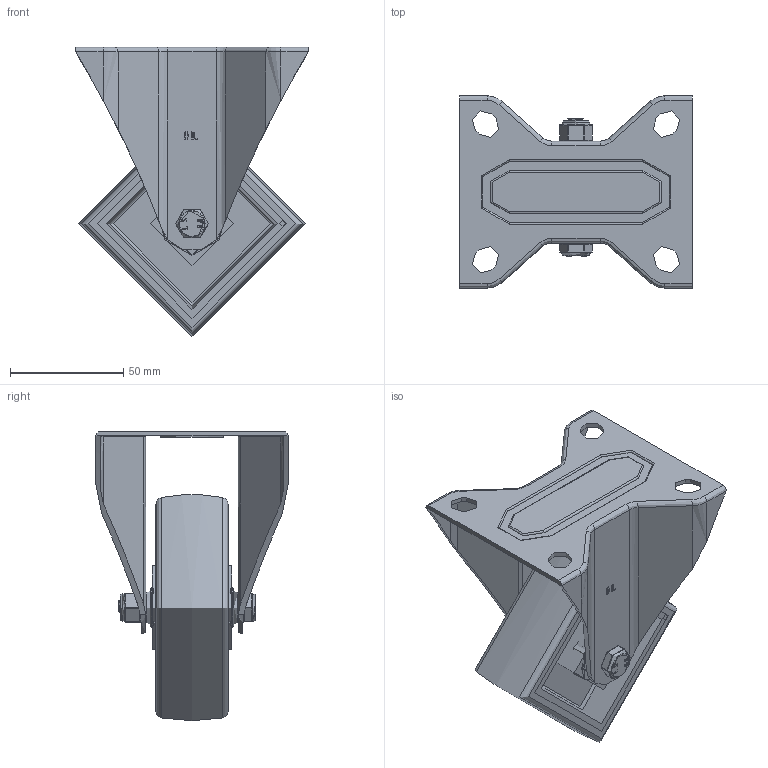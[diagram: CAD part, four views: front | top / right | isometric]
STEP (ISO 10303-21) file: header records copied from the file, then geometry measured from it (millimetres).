
FILE_DESCRIPTION(/* description */ ('','CAx-IF Rec.Pracs.---Representation and Presentation of Product Manufacturing Information (PMI)---4.0---2014-10-13'),/* implementation_level */ '2;1');
FILE_NAME(/* name */ 'BZMMF100GRECBJ.step',/* time_stamp */ '2025-01-07T08:44:27Z',/* author */ (''),/* organization */ (''),/* preprocessor_version */ 'ST-DEVELOPER v20',/* originating_system */ 'Autodesk Translation Framework v13.20.0.188',/* authorisation */ '');
FILE_SCHEMA (('AP242_MANAGED_MODEL_BASED_3D_ENGINEERING_MIM_LF { 1 0 10303 442 1 1 4 }'));
Length unit declared in the file: millimetre
Products named in the file (27): BZMMF100GRECBJ; BZM100WGRECBJM10 v1; POLYPROPYLENE RIM; GREY ELECTRICALLY CONDUCTIVE RUBBER TYRE; GREY ELECTRICALLY CONDUCTIVE RUBBER TYRE Geometry; EC SPOT; BEARING; Pattern; BEARING (1); Pattern (1); Component4; INSIDE; OUTTER; TUBEM10X37 v1; ZINC PLATED AXLE TUBE; BZMMF100AS - 41 v1; ZINC PLATED, PRESSED STEEL BRACKET (1); WM10X15X2 v1; ZINC PLATED WASHER; WM10X15X2 v1 (1); ZINC PLATED WASHER (1); HEXBOLTM8X55Z8.8 v2; GRADE 8.8 ZINC PLATED BOLT; NYLOCM8Z v1; NYLOC NUT; NUT; RUBBER
Assembly tree (41 placements, depth 5):
  BZMMF100GRECBJ
    BZM100WGRECBJM10 v1
      POLYPROPYLENE RIM
      GREY ELECTRICALLY CONDUCTIVE RUBBER TYRE
        GREY ELECTRICALLY CONDUCTIVE RUBBER TYRE Geometry
        EC SPOT
      BEARING
        INSIDE
        OUTTER
        Pattern
          Component4  x7
      BEARING (1)
        Pattern (1)
          Component4  x7
        INSIDE
        OUTTER
    TUBEM10X37 v1
      ZINC PLATED AXLE TUBE
    BZMMF100AS - 41 v1
      ZINC PLATED, PRESSED STEEL BRACKET (1)
    WM10X15X2 v1
      ZINC PLATED WASHER
    WM10X15X2 v1 (1)
      ZINC PLATED WASHER (1)
    HEXBOLTM8X55Z8.8 v2
      GRADE 8.8 ZINC PLATED BOLT
    NYLOCM8Z v1
      NYLOC NUT
        NUT
        RUBBER
Bounding box: 103 x 85 x 128 mm (x, y, z)
Volume: 195499.9 mm3; surface area: 103147.9 mm2
Topology: 28 solids, 28 shells, 464 faces, 1090 edges, 679 vertices
Faces by surface type: cylinder 184, plane 146, torus 56, sphere 38, bspline 37, cone 3
Full cylindrical faces by diameter (mm): 0.664 x2, 3 x2, 6.446 x7, 7.866 x13, 8 x3, 8.2 x1, 8.25 x2, 8.6 x2, 10 x1, 10.1 x2, 10.25 x2, 11.5 x1, 12.1 x1, 15 x2, 17.5 x2, 18 x4, 18.601 x1, 25.5 x2, 28 x4, 37 x2, 83.5 x2
Entity records: 18403 total; most frequent: CARTESIAN_POINT 7925, DIRECTION 2108, ORIENTED_EDGE 1998, EDGE_CURVE 999, AXIS2_PLACEMENT_3D 840, VERTEX_POINT 625, EDGE_LOOP 488, FACE_OUTER_BOUND 429
